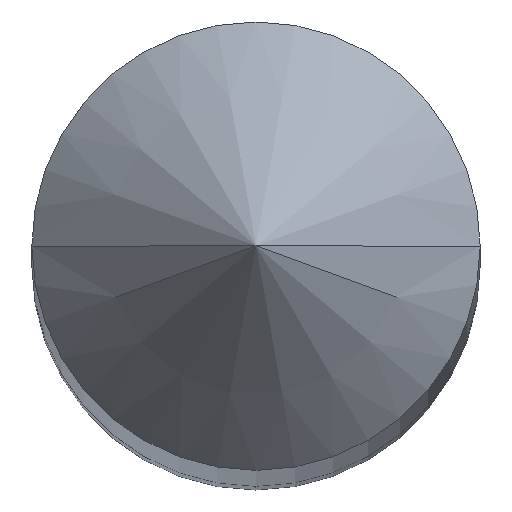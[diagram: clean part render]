
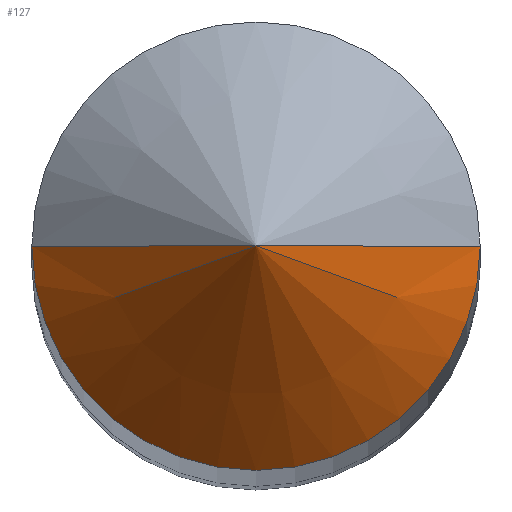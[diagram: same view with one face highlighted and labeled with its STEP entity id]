
A CAD part, top view. The second image highlights one B-rep face of the part: STEP entity #127.
In plain terms, the highlighted conical face has half-angle 45 degrees and reference radius 0.5 mm.
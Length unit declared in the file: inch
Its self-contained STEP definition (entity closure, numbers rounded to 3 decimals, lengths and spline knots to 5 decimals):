
#1 = LINE ( 'NONE', #243, #228 ) ;
#7 = DIRECTION ( 'NONE',  ( 0.707, 0., -0.707 ) ) ;
#12 = EDGE_CURVE ( 'NONE', #157, #306, #1, .T. ) ;
#22 = CARTESIAN_POINT ( 'NONE',  ( -0.0197, 0., -0.03125 ) ) ;
#28 = DIRECTION ( 'NONE',  ( 0., 0., 1. ) ) ;
#62 = FACE_OUTER_BOUND ( 'NONE', #303, .T. ) ;
#76 = CONICAL_SURFACE ( 'NONE', #285, 0.0197, 0.785 ) ;
#96 = DIRECTION ( 'NONE',  ( -0.707, 0., -0.707 ) ) ;
#114 = DIRECTION ( 'NONE',  ( 0., 0., -1. ) ) ;
#118 = EDGE_CURVE ( 'NONE', #157, #223, #237, .T. ) ;
#127 = ADVANCED_FACE ( 'NONE', ( #62 ), #76, .T. ) ;
#138 = ORIENTED_EDGE ( 'NONE', *, *, #12, .F. ) ;
#148 = AXIS2_PLACEMENT_3D ( 'NONE', #224, #28, #356 ) ;
#155 = CARTESIAN_POINT ( 'NONE',  ( 0., 0., -0.01155 ) ) ;
#157 = VERTEX_POINT ( 'NONE', #155 ) ;
#173 = ORIENTED_EDGE ( 'NONE', *, *, #247, .T. ) ;
#186 = CARTESIAN_POINT ( 'NONE',  ( -0.0197, 0., -0.03125 ) ) ;
#198 = ORIENTED_EDGE ( 'NONE', *, *, #118, .T. ) ;
#212 = CARTESIAN_POINT ( 'NONE',  ( 0., 0., -0.03125 ) ) ;
#223 = VERTEX_POINT ( 'NONE', #22 ) ;
#224 = CARTESIAN_POINT ( 'NONE',  ( 0., 0., -0.03125 ) ) ;
#228 = VECTOR ( 'NONE', #7, 39.37008 ) ;
#235 = CIRCLE ( 'NONE', #148, 0.0197 ) ;
#237 = LINE ( 'NONE', #186, #299 ) ;
#243 = CARTESIAN_POINT ( 'NONE',  ( 0.0197, 0., -0.03125 ) ) ;
#247 = EDGE_CURVE ( 'NONE', #223, #306, #235, .T. ) ;
#276 = CARTESIAN_POINT ( 'NONE',  ( 0.0197, 0., -0.03125 ) ) ;
#285 = AXIS2_PLACEMENT_3D ( 'NONE', #212, #114, #289 ) ;
#289 = DIRECTION ( 'NONE',  ( -1., 0., 0. ) ) ;
#299 = VECTOR ( 'NONE', #96, 39.37008 ) ;
#303 = EDGE_LOOP ( 'NONE', ( #138, #198, #173 ) ) ;
#306 = VERTEX_POINT ( 'NONE', #276 ) ;
#356 = DIRECTION ( 'NONE',  ( 1., 0., 0. ) ) ;
